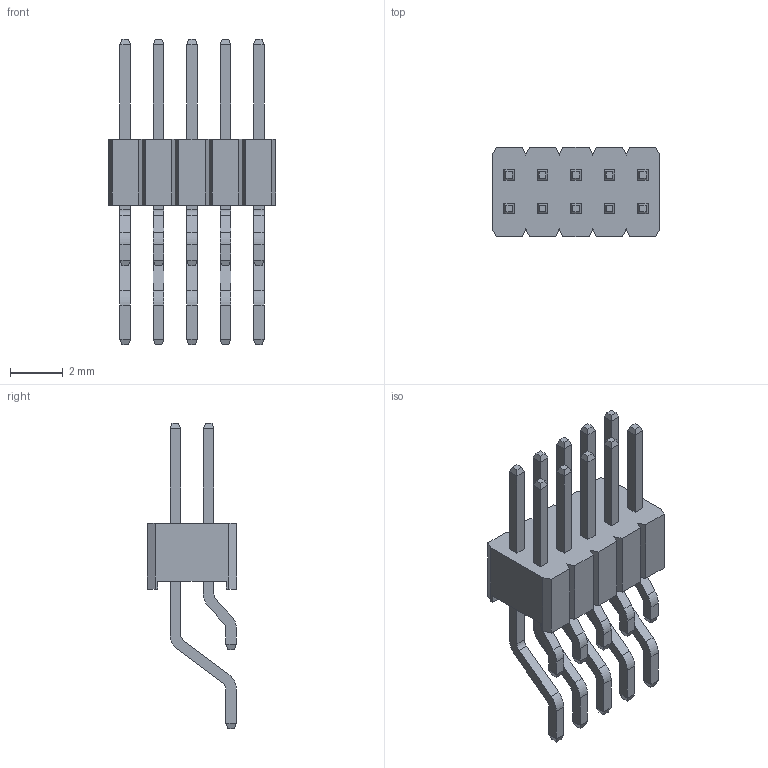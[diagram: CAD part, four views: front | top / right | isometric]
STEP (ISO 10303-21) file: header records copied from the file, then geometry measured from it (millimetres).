
FILE_DESCRIPTION (( 'STEP AP214' ), '1' );
FILE_NAME ('20021122-00010D4LF.STEP', '2023-05-30T12:20:10', ( '' ), ( '' ), 'SwSTEP 2.0', 'SolidWorks 2021', '' );
FILE_SCHEMA (( 'AUTOMOTIVE_DESIGN' ));
Length unit declared in the file: millimetre
Products named in the file (3): pin gold tin; 20021122 gold tin body_10; 20021122-00010D4LF
Assembly tree (6 placements, depth 2):
  20021122-00010D4LF
    20021122 gold tin body_10
    pin gold tin  x5
Bounding box: 6.35 x 3.4 x 11.6 mm (x, y, z)
Volume: 61.4 mm3; surface area: 307.3 mm2
Topology: 21 solids, 21 shells, 358 faces, 868 edges, 552 vertices
Faces by surface type: plane 318, cylinder 40
Entity records: 4277 total; most frequent: CARTESIAN_POINT 731, ORIENTED_EDGE 712, DIRECTION 658, EDGE_CURVE 356, VECTOR 340, LINE 340, VERTEX_POINT 232, AXIS2_PLACEMENT_3D 159
